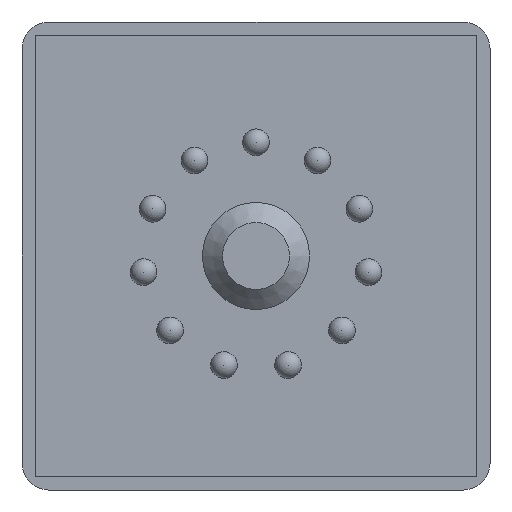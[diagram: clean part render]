
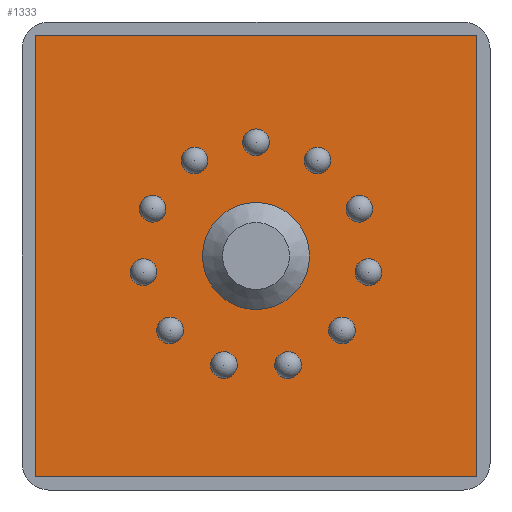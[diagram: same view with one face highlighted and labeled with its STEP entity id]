
A CAD part, front view. The second image highlights one B-rep face of the part: STEP entity #1333.
In plain terms, the highlighted planar face has unit normal (0, -1, 0).
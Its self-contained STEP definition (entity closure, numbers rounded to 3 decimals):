
#759=CARTESIAN_POINT('',(-13.5,-1.0,17.5));
#760=VERTEX_POINT('',#759);
#761=CARTESIAN_POINT('',(-17.5,-1.0,17.5));
#762=DIRECTION('',(0.0,1.0,0.0));
#763=DIRECTION('',(-1.0,0.0,0.0));
#764=AXIS2_PLACEMENT_3D('',#761,#762,#763);
#765=CIRCLE('',#764,4.0);
#766=EDGE_CURVE('',#760,#760,#765,.T.);
#805=CARTESIAN_POINT('',(-12.063,-1.0,24.11));
#806=VERTEX_POINT('',#805);
#807=CARTESIAN_POINT('',(-12.905,-1.0,24.651));
#808=DIRECTION('',(0.0,1.0,0.0));
#809=DIRECTION('',(-0.841,0.0,0.541));
#810=AXIS2_PLACEMENT_3D('',#807,#808,#809);
#811=CIRCLE('',#810,1.0);
#812=EDGE_CURVE('',#806,#806,#811,.T.);
#842=CARTESIAN_POINT('',(-9.353,-1.0,20.121));
#843=VERTEX_POINT('',#842);
#844=CARTESIAN_POINT('',(-9.768,-1.0,21.031));
#845=DIRECTION('',(0.0,1.0,0.0));
#846=DIRECTION('',(-0.415,0.0,0.91));
#847=AXIS2_PLACEMENT_3D('',#844,#845,#846);
#848=CIRCLE('',#847,1.0);
#849=EDGE_CURVE('',#843,#843,#848,.T.);
#879=CARTESIAN_POINT('',(-9.229,-1.0,15.301));
#880=VERTEX_POINT('',#879);
#881=CARTESIAN_POINT('',(-9.087,-1.0,16.29));
#882=DIRECTION('',(0.0,1.0,0.0));
#883=DIRECTION('',(0.142,0.0,0.99));
#884=AXIS2_PLACEMENT_3D('',#881,#882,#883);
#885=CIRCLE('',#884,1.0);
#886=EDGE_CURVE('',#880,#880,#885,.T.);
#916=CARTESIAN_POINT('',(-11.731,-1.0,11.178));
#917=VERTEX_POINT('',#916);
#918=CARTESIAN_POINT('',(-11.076,-1.0,11.934));
#919=DIRECTION('',(0.0,1.0,0.0));
#920=DIRECTION('',(0.655,0.0,0.756));
#921=AXIS2_PLACEMENT_3D('',#918,#919,#920);
#922=CIRCLE('',#921,1.0);
#923=EDGE_CURVE('',#917,#917,#922,.T.);
#953=CARTESIAN_POINT('',(-16.065,-1.0,9.063));
#954=VERTEX_POINT('',#953);
#955=CARTESIAN_POINT('',(-15.105,-1.0,9.344));
#956=DIRECTION('',(0.0,1.0,0.0));
#957=DIRECTION('',(0.959,0.0,0.282));
#958=AXIS2_PLACEMENT_3D('',#955,#956,#957);
#959=CIRCLE('',#958,1.0);
#960=EDGE_CURVE('',#954,#954,#959,.T.);
#990=CARTESIAN_POINT('',(-20.854,-1.0,9.626));
#991=VERTEX_POINT('',#990);
#992=CARTESIAN_POINT('',(-19.895,-1.0,9.344));
#993=DIRECTION('',(0.0,1.0,0.0));
#994=DIRECTION('',(0.959,0.0,-0.282));
#995=AXIS2_PLACEMENT_3D('',#992,#993,#994);
#996=CIRCLE('',#995,1.0);
#997=EDGE_CURVE('',#991,#991,#996,.T.);
#1027=CARTESIAN_POINT('',(-24.579,-1.0,12.689));
#1028=VERTEX_POINT('',#1027);
#1029=CARTESIAN_POINT('',(-23.924,-1.0,11.934));
#1030=DIRECTION('',(0.0,1.0,0.0));
#1031=DIRECTION('',(0.655,0.0,-0.756));
#1032=AXIS2_PLACEMENT_3D('',#1029,#1030,#1031);
#1033=CIRCLE('',#1032,1.0);
#1034=EDGE_CURVE('',#1028,#1028,#1033,.T.);
#1064=CARTESIAN_POINT('',(-26.056,-1.0,17.28));
#1065=VERTEX_POINT('',#1064);
#1066=CARTESIAN_POINT('',(-25.913,-1.0,16.29));
#1067=DIRECTION('',(0.0,1.0,0.0));
#1068=DIRECTION('',(0.142,0.0,-0.99));
#1069=AXIS2_PLACEMENT_3D('',#1066,#1067,#1068);
#1070=CIRCLE('',#1069,1.0);
#1071=EDGE_CURVE('',#1065,#1065,#1070,.T.);
#1101=CARTESIAN_POINT('',(-24.816,-1.0,21.941));
#1102=VERTEX_POINT('',#1101);
#1103=CARTESIAN_POINT('',(-25.232,-1.0,21.031));
#1104=DIRECTION('',(0.0,1.0,0.0));
#1105=DIRECTION('',(-0.415,0.0,-0.91));
#1106=AXIS2_PLACEMENT_3D('',#1103,#1104,#1105);
#1107=CIRCLE('',#1106,1.0);
#1108=EDGE_CURVE('',#1102,#1102,#1107,.T.);
#1138=CARTESIAN_POINT('',(-21.254,-1.0,25.191));
#1139=VERTEX_POINT('',#1138);
#1140=CARTESIAN_POINT('',(-22.095,-1.0,24.651));
#1141=DIRECTION('',(0.0,1.0,0.0));
#1142=DIRECTION('',(-0.841,0.0,-0.541));
#1143=AXIS2_PLACEMENT_3D('',#1140,#1141,#1142);
#1144=CIRCLE('',#1143,1.0);
#1145=EDGE_CURVE('',#1139,#1139,#1144,.T.);
#1175=CARTESIAN_POINT('',(-16.5,-1.0,26.));
#1176=VERTEX_POINT('',#1175);
#1177=CARTESIAN_POINT('',(-17.5,-1.0,26.));
#1178=DIRECTION('',(0.0,1.0,0.0));
#1179=DIRECTION('',(-1.0,0.0,0.0));
#1180=AXIS2_PLACEMENT_3D('',#1177,#1178,#1179);
#1181=CIRCLE('',#1180,1.0);
#1182=EDGE_CURVE('',#1176,#1176,#1181,.T.);
#1196=CARTESIAN_POINT('',(-1.,-1.0,1.));
#1197=VERTEX_POINT('',#1196);
#1204=CARTESIAN_POINT('',(-34.0,-1.0,1.));
#1205=VERTEX_POINT('',#1204);
#1206=CARTESIAN_POINT('',(-34.0,-1.0,1.));
#1207=DIRECTION('',(1.0,0.0,0.0));
#1208=VECTOR('',#1207,33.0);
#1209=LINE('',#1206,#1208);
#1210=EDGE_CURVE('',#1205,#1197,#1209,.T.);
#1228=CARTESIAN_POINT('',(-34.0,-1.0,34.0));
#1229=VERTEX_POINT('',#1228);
#1230=CARTESIAN_POINT('',(-34.0,-1.0,34.0));
#1231=DIRECTION('',(0.0,0.0,-1.0));
#1232=VECTOR('',#1231,33.0);
#1233=LINE('',#1230,#1232);
#1234=EDGE_CURVE('',#1229,#1205,#1233,.T.);
#1252=CARTESIAN_POINT('',(-1.,-1.0,34.0));
#1253=VERTEX_POINT('',#1252);
#1254=CARTESIAN_POINT('',(-1.0,-1.0,34.0));
#1255=DIRECTION('',(-1.0,0.0,0.0));
#1256=VECTOR('',#1255,33.0);
#1257=LINE('',#1254,#1256);
#1258=EDGE_CURVE('',#1253,#1229,#1257,.T.);
#1276=CARTESIAN_POINT('',(-1.,-1.0,1.0));
#1277=DIRECTION('',(0.0,0.0,1.0));
#1278=VECTOR('',#1277,33.0);
#1279=LINE('',#1276,#1278);
#1280=EDGE_CURVE('',#1197,#1253,#1279,.T.);
#1286=CARTESIAN_POINT('',(-17.5,-1.0,17.5));
#1287=DIRECTION('',(0.0,1.0,0.0));
#1288=DIRECTION('',(0.0,0.0,1.0));
#1289=AXIS2_PLACEMENT_3D('',#1286,#1287,#1288);
#1290=PLANE('',#1289);
#1291=ORIENTED_EDGE('',*,*,#1280,.T.);
#1292=ORIENTED_EDGE('',*,*,#1258,.T.);
#1293=ORIENTED_EDGE('',*,*,#1234,.T.);
#1294=ORIENTED_EDGE('',*,*,#1210,.T.);
#1295=EDGE_LOOP('',(#1291,#1292,#1293,#1294));
#1296=FACE_OUTER_BOUND('',#1295,.T.);
#1297=ORIENTED_EDGE('',*,*,#812,.T.);
#1298=EDGE_LOOP('',(#1297));
#1299=FACE_BOUND('',#1298,.T.);
#1300=ORIENTED_EDGE('',*,*,#849,.T.);
#1301=EDGE_LOOP('',(#1300));
#1302=FACE_BOUND('',#1301,.T.);
#1303=ORIENTED_EDGE('',*,*,#886,.T.);
#1304=EDGE_LOOP('',(#1303));
#1305=FACE_BOUND('',#1304,.T.);
#1306=ORIENTED_EDGE('',*,*,#923,.T.);
#1307=EDGE_LOOP('',(#1306));
#1308=FACE_BOUND('',#1307,.T.);
#1309=ORIENTED_EDGE('',*,*,#960,.T.);
#1310=EDGE_LOOP('',(#1309));
#1311=FACE_BOUND('',#1310,.T.);
#1312=ORIENTED_EDGE('',*,*,#997,.T.);
#1313=EDGE_LOOP('',(#1312));
#1314=FACE_BOUND('',#1313,.T.);
#1315=ORIENTED_EDGE('',*,*,#1034,.T.);
#1316=EDGE_LOOP('',(#1315));
#1317=FACE_BOUND('',#1316,.T.);
#1318=ORIENTED_EDGE('',*,*,#1071,.T.);
#1319=EDGE_LOOP('',(#1318));
#1320=FACE_BOUND('',#1319,.T.);
#1321=ORIENTED_EDGE('',*,*,#1108,.T.);
#1322=EDGE_LOOP('',(#1321));
#1323=FACE_BOUND('',#1322,.T.);
#1324=ORIENTED_EDGE('',*,*,#1145,.T.);
#1325=EDGE_LOOP('',(#1324));
#1326=FACE_BOUND('',#1325,.T.);
#1327=ORIENTED_EDGE('',*,*,#1182,.T.);
#1328=EDGE_LOOP('',(#1327));
#1329=FACE_BOUND('',#1328,.T.);
#1330=ORIENTED_EDGE('',*,*,#766,.T.);
#1331=EDGE_LOOP('',(#1330));
#1332=FACE_BOUND('',#1331,.T.);
#1333=ADVANCED_FACE('',(#1296,#1299,#1302,#1305,#1308,#1311,#1314,#1317,#1320,#1323,#1326,#1329,#1332),#1290,.F.);
